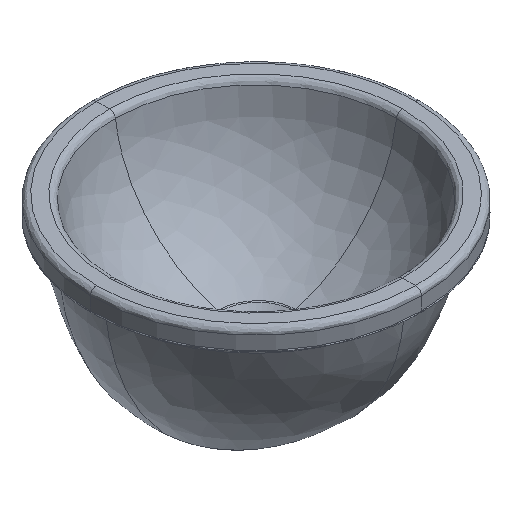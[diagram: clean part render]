
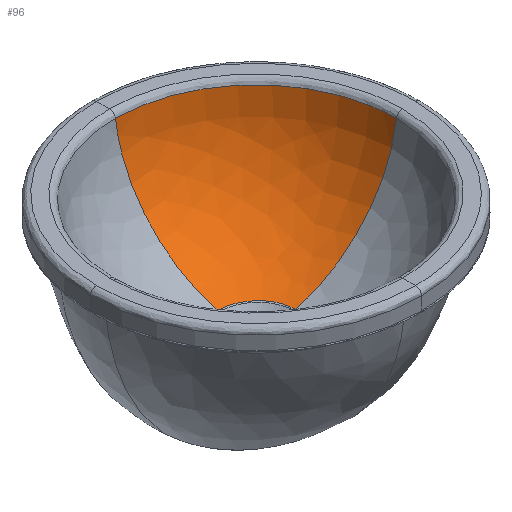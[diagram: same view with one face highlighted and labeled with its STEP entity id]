
A CAD part, isometric view. The second image highlights one B-rep face of the part: STEP entity #96.
In plain terms, the highlighted free-form (B-spline) face has degree [7, 9] with [8, 10] control points.
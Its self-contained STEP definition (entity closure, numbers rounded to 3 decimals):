
#96=ADVANCED_FACE('',(#277),#204,.F.);
#204=B_SPLINE_SURFACE_WITH_KNOTS('',7,9,((#1913,#1914,#1915,#1916,#1917,
#1918,#1919,#1920,#1921,#1922),(#1923,#1924,#1925,#1926,#1927,#1928,#1929,
#1930,#1931,#1932),(#1933,#1934,#1935,#1936,#1937,#1938,#1939,#1940,#1941,
#1942),(#1943,#1944,#1945,#1946,#1947,#1948,#1949,#1950,#1951,#1952),(#1953,
#1954,#1955,#1956,#1957,#1958,#1959,#1960,#1961,#1962),(#1963,#1964,#1965,
#1966,#1967,#1968,#1969,#1970,#1971,#1972),(#1973,#1974,#1975,#1976,#1977,
#1978,#1979,#1980,#1981,#1982),(#1983,#1984,#1985,#1986,#1987,#1988,#1989,
#1990,#1991,#1992)),.UNSPECIFIED.,.F.,.F.,.F.,(8,8),(10,10),(0.,1.),(0.,
1.),.UNSPECIFIED.);
#277=FACE_OUTER_BOUND('',#385,.T.);
#385=EDGE_LOOP('',(#493,#494,#495,#496,#497));
#493=ORIENTED_EDGE('',*,*,#1201,.F.);
#494=ORIENTED_EDGE('',*,*,#1202,.F.);
#495=ORIENTED_EDGE('',*,*,#1203,.F.);
#496=ORIENTED_EDGE('',*,*,#1204,.F.);
#497=ORIENTED_EDGE('',*,*,#1205,.F.);
#1037=VERTEX_POINT('',#1877);
#1038=VERTEX_POINT('',#1878);
#1039=VERTEX_POINT('',#1887);
#1040=VERTEX_POINT('',#1898);
#1041=VERTEX_POINT('',#1907);
#1201=EDGE_CURVE('',#1037,#1038,#1473,.T.);
#1202=EDGE_CURVE('',#1039,#1037,#1474,.T.);
#1203=EDGE_CURVE('',#1040,#1039,#1475,.T.);
#1204=EDGE_CURVE('',#1041,#1040,#1476,.T.);
#1205=EDGE_CURVE('',#1038,#1041,#1477,.T.);
#1473=B_SPLINE_CURVE_WITH_KNOTS('',4,(#1872,#1873,#1874,#1875,#1876),
 .UNSPECIFIED.,.F.,.F.,(5,5),(0.,1.),.UNSPECIFIED.);
#1474=B_SPLINE_CURVE_WITH_KNOTS('',7,(#1879,#1880,#1881,#1882,#1883,#1884,
#1885,#1886),.UNSPECIFIED.,.F.,.F.,(8,8),(0.,1.),.UNSPECIFIED.);
#1475=B_SPLINE_CURVE_WITH_KNOTS('',9,(#1888,#1889,#1890,#1891,#1892,#1893,
#1894,#1895,#1896,#1897),.UNSPECIFIED.,.F.,.F.,(10,10),(0.,1.),
 .UNSPECIFIED.);
#1476=B_SPLINE_CURVE_WITH_KNOTS('',7,(#1899,#1900,#1901,#1902,#1903,#1904,
#1905,#1906),.UNSPECIFIED.,.F.,.F.,(8,8),(0.,1.),.UNSPECIFIED.);
#1477=B_SPLINE_CURVE_WITH_KNOTS('',4,(#1908,#1909,#1910,#1911,#1912),
 .UNSPECIFIED.,.F.,.F.,(5,5),(0.,1.),.UNSPECIFIED.);
#1872=CARTESIAN_POINT('',(39.27,0.,-119.62));
#1873=CARTESIAN_POINT('',(39.27,8.101,-119.62));
#1874=CARTESIAN_POINT('',(36.951,15.626,-119.661));
#1875=CARTESIAN_POINT('',(32.828,22.148,-119.72));
#1876=CARTESIAN_POINT('',(27.379,27.286,-119.778));
#1877=CARTESIAN_POINT('',(39.27,0.,-119.62));
#1878=CARTESIAN_POINT('',(27.379,27.286,-119.779));
#1879=CARTESIAN_POINT('',(139.991,0.,-5.233));
#1880=CARTESIAN_POINT('',(136.848,0.,-29.616));
#1881=CARTESIAN_POINT('',(128.656,0.,-52.684));
#1882=CARTESIAN_POINT('',(116.055,0.,-73.34));
#1883=CARTESIAN_POINT('',(99.882,0.,-90.769));
#1884=CARTESIAN_POINT('',(81.068,0.,-104.436));
#1885=CARTESIAN_POINT('',(60.56,0.,-114.069));
#1886=CARTESIAN_POINT('',(39.27,0.,-119.62));
#1887=CARTESIAN_POINT('',(139.991,0.,-5.233));
#1888=CARTESIAN_POINT('',(0.,139.991,-5.233));
#1889=CARTESIAN_POINT('',(24.433,139.991,-5.233));
#1890=CARTESIAN_POINT('',(48.866,135.194,-5.233));
#1891=CARTESIAN_POINT('',(72.223,125.599,-5.233));
#1892=CARTESIAN_POINT('',(93.426,111.488,-5.233));
#1893=CARTESIAN_POINT('',(111.488,93.426,-5.233));
#1894=CARTESIAN_POINT('',(125.599,72.223,-5.233));
#1895=CARTESIAN_POINT('',(135.194,48.866,-5.233));
#1896=CARTESIAN_POINT('',(139.991,24.433,-5.233));
#1897=CARTESIAN_POINT('',(139.991,0.,-5.233));
#1898=CARTESIAN_POINT('',(0.,139.991,-5.233));
#1899=CARTESIAN_POINT('',(0.,38.075,-119.926));
#1900=CARTESIAN_POINT('',(0.,59.572,-114.528));
#1901=CARTESIAN_POINT('',(0.,80.312,-104.981));
#1902=CARTESIAN_POINT('',(0.,99.362,-91.326));
#1903=CARTESIAN_POINT('',(0.,115.752,-73.837));
#1904=CARTESIAN_POINT('',(0.,128.524,-53.054));
#1905=CARTESIAN_POINT('',(0.,136.823,-29.812));
#1906=CARTESIAN_POINT('',(0.,139.991,-5.233));
#1907=CARTESIAN_POINT('',(0.,38.074,-119.926));
#1908=CARTESIAN_POINT('',(27.379,27.286,-119.778));
#1909=CARTESIAN_POINT('',(22.016,32.342,-119.835));
#1910=CARTESIAN_POINT('',(15.369,36.058,-119.89));
#1911=CARTESIAN_POINT('',(7.891,38.074,-119.926));
#1912=CARTESIAN_POINT('',(0.,38.074,-119.926));
#1913=CARTESIAN_POINT('',(0.,22.938,-122.828));
#1914=CARTESIAN_POINT('',(4.003,22.938,-122.828));
#1915=CARTESIAN_POINT('',(8.007,22.152,-122.828));
#1916=CARTESIAN_POINT('',(11.834,20.58,-122.828));
#1917=CARTESIAN_POINT('',(15.308,18.268,-122.828));
#1918=CARTESIAN_POINT('',(18.268,15.308,-122.828));
#1919=CARTESIAN_POINT('',(20.58,11.834,-122.828));
#1920=CARTESIAN_POINT('',(22.152,8.007,-122.828));
#1921=CARTESIAN_POINT('',(22.938,4.003,-122.828));
#1922=CARTESIAN_POINT('',(22.938,0.,-122.828));
#1923=CARTESIAN_POINT('',(0.,46.928,-119.623));
#1924=CARTESIAN_POINT('',(8.19,46.928,-119.623));
#1925=CARTESIAN_POINT('',(16.381,45.319,-119.623));
#1926=CARTESIAN_POINT('',(24.21,42.103,-119.623));
#1927=CARTESIAN_POINT('',(31.318,37.373,-119.623));
#1928=CARTESIAN_POINT('',(37.373,31.318,-119.623));
#1929=CARTESIAN_POINT('',(42.103,24.21,-119.623));
#1930=CARTESIAN_POINT('',(45.319,16.381,-119.623));
#1931=CARTESIAN_POINT('',(46.928,8.19,-119.623));
#1932=CARTESIAN_POINT('',(46.928,0.,-119.623));
#1933=CARTESIAN_POINT('',(0.,70.555,-111.405));
#1934=CARTESIAN_POINT('',(12.314,70.555,-111.405));
#1935=CARTESIAN_POINT('',(24.628,68.137,-111.405));
#1936=CARTESIAN_POINT('',(36.4,63.302,-111.405));
#1937=CARTESIAN_POINT('',(47.087,56.19,-111.405));
#1938=CARTESIAN_POINT('',(56.19,47.087,-111.405));
#1939=CARTESIAN_POINT('',(63.302,36.4,-111.405));
#1940=CARTESIAN_POINT('',(68.137,24.628,-111.405));
#1941=CARTESIAN_POINT('',(70.555,12.314,-111.405));
#1942=CARTESIAN_POINT('',(70.555,0.,-111.405));
#1943=CARTESIAN_POINT('',(0.,92.611,-98.105));
#1944=CARTESIAN_POINT('',(16.164,92.611,-98.105));
#1945=CARTESIAN_POINT('',(32.327,89.437,-98.105));
#1946=CARTESIAN_POINT('',(47.779,83.09,-98.105));
#1947=CARTESIAN_POINT('',(61.806,73.755,-98.105));
#1948=CARTESIAN_POINT('',(73.755,61.806,-98.105));
#1949=CARTESIAN_POINT('',(83.09,47.779,-98.105));
#1950=CARTESIAN_POINT('',(89.437,32.327,-98.105));
#1951=CARTESIAN_POINT('',(92.611,16.164,-98.105));
#1952=CARTESIAN_POINT('',(92.611,0.,-98.105));
#1953=CARTESIAN_POINT('',(0.,111.797,-79.981));
#1954=CARTESIAN_POINT('',(19.512,111.797,-79.981));
#1955=CARTESIAN_POINT('',(39.024,107.965,-79.981));
#1956=CARTESIAN_POINT('',(57.677,100.303,-79.981));
#1957=CARTESIAN_POINT('',(74.61,89.034,-79.981));
#1958=CARTESIAN_POINT('',(89.034,74.61,-79.981));
#1959=CARTESIAN_POINT('',(100.303,57.677,-79.981));
#1960=CARTESIAN_POINT('',(107.965,39.024,-79.981));
#1961=CARTESIAN_POINT('',(111.797,19.512,-79.981));
#1962=CARTESIAN_POINT('',(111.797,0.,-79.981));
#1963=CARTESIAN_POINT('',(0.,126.817,-57.678));
#1964=CARTESIAN_POINT('',(22.134,126.817,-57.678));
#1965=CARTESIAN_POINT('',(44.268,122.471,-57.678));
#1966=CARTESIAN_POINT('',(65.426,113.779,-57.678));
#1967=CARTESIAN_POINT('',(84.634,100.997,-57.678));
#1968=CARTESIAN_POINT('',(100.997,84.634,-57.678));
#1969=CARTESIAN_POINT('',(113.779,65.426,-57.678));
#1970=CARTESIAN_POINT('',(122.471,44.268,-57.678));
#1971=CARTESIAN_POINT('',(126.817,22.134,-57.678));
#1972=CARTESIAN_POINT('',(126.817,0.,-57.678));
#1973=CARTESIAN_POINT('',(0.,136.507,-32.263));
#1974=CARTESIAN_POINT('',(23.825,136.507,-32.263));
#1975=CARTESIAN_POINT('',(47.65,131.829,-32.263));
#1976=CARTESIAN_POINT('',(70.425,122.473,-32.263));
#1977=CARTESIAN_POINT('',(91.101,108.714,-32.263));
#1978=CARTESIAN_POINT('',(108.714,91.101,-32.263));
#1979=CARTESIAN_POINT('',(122.473,70.425,-32.263));
#1980=CARTESIAN_POINT('',(131.829,47.65,-32.263));
#1981=CARTESIAN_POINT('',(136.507,23.825,-32.263));
#1982=CARTESIAN_POINT('',(136.507,0.,-32.263));
#1983=CARTESIAN_POINT('',(0.,139.991,-5.233));
#1984=CARTESIAN_POINT('',(24.433,139.991,-5.233));
#1985=CARTESIAN_POINT('',(48.866,135.194,-5.233));
#1986=CARTESIAN_POINT('',(72.223,125.599,-5.233));
#1987=CARTESIAN_POINT('',(93.426,111.488,-5.233));
#1988=CARTESIAN_POINT('',(111.488,93.426,-5.233));
#1989=CARTESIAN_POINT('',(125.599,72.223,-5.233));
#1990=CARTESIAN_POINT('',(135.194,48.866,-5.233));
#1991=CARTESIAN_POINT('',(139.991,24.433,-5.233));
#1992=CARTESIAN_POINT('',(139.991,0.,-5.233));
